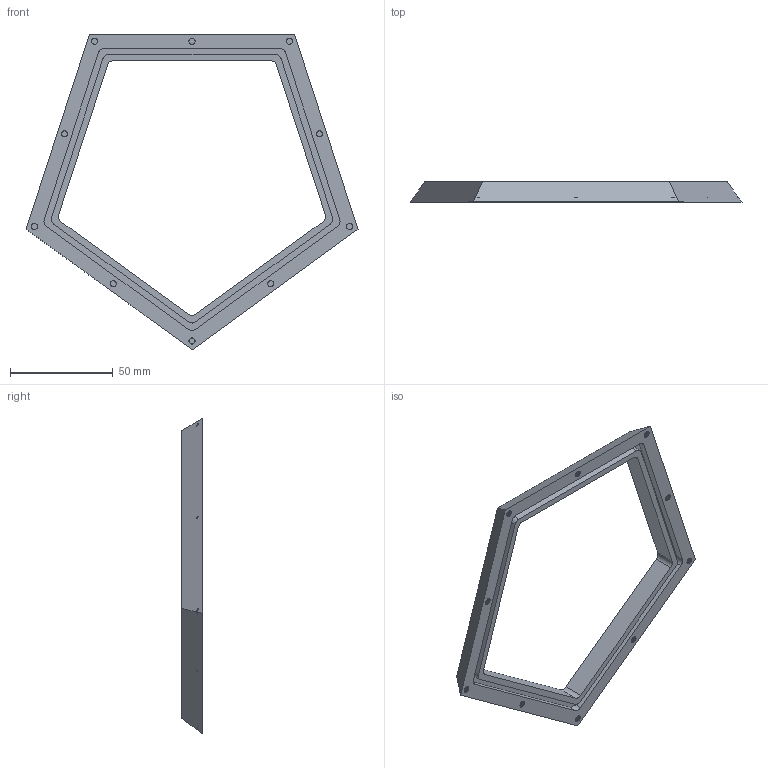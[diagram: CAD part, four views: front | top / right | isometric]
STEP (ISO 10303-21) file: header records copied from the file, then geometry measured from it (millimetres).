
FILE_DESCRIPTION (( 'STEP AP203' ), '1' );
FILE_NAME ('Frame.STEP', '2025-09-03T15:00:12', ( '' ), ( '' ), 'SwSTEP 2.0', 'SolidWorks 2022', '' );
FILE_SCHEMA (( 'CONFIG_CONTROL_DESIGN' ));
Length unit declared in the file: millimetre
Products named in the file (1): Frame
Bounding box: 161.8 x 10 x 153.88 mm (x, y, z)
Volume: 38471.5 mm3; surface area: 22353.6 mm2
Topology: 1 solids, 1 shells, 210 faces, 538 edges, 342 vertices
Faces by surface type: cylinder 116, plane 54, bspline 40
Entity records: 13783 total; most frequent: CARTESIAN_POINT 9459, ORIENTED_EDGE 1076, DIRECTION 682, EDGE_CURVE 538, VERTEX_POINT 342, AXIS2_PLACEMENT_3D 233, EDGE_LOOP 224, VECTOR 216
